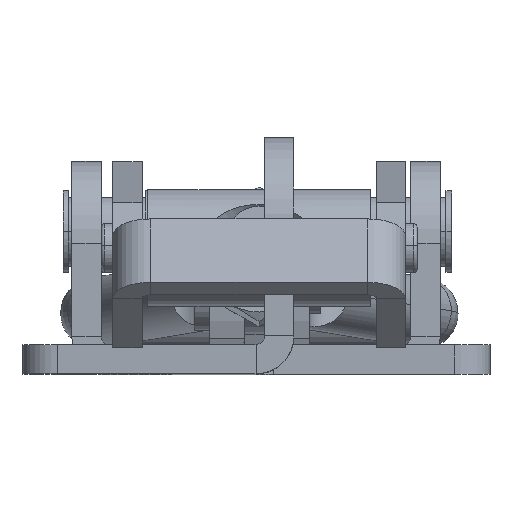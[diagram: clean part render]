
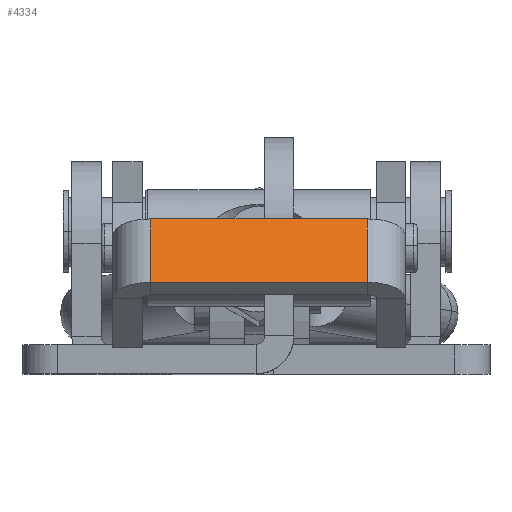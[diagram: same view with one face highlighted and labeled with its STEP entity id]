
A CAD part, top view. The second image highlights one B-rep face of the part: STEP entity #4334.
In plain terms, the highlighted face is planar.
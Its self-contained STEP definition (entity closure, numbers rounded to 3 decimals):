
#323 = DIRECTION ( 'NONE',  ( 0., 0., -1. ) ) ;
#435 = CARTESIAN_POINT ( 'NONE',  ( -9.263, -2.5, -30.196 ) ) ;
#614 = CARTESIAN_POINT ( 'NONE',  ( 9.263, -2.5, -6. ) ) ;
#1008 = DIRECTION ( 'NONE',  ( -1., 0., 0. ) ) ;
#1226 = DIRECTION ( 'NONE',  ( 1., 0., 0. ) ) ;
#1273 = VECTOR ( 'NONE', #323, 1000. ) ;
#1459 = VERTEX_POINT ( 'NONE', #614 ) ;
#1467 = VECTOR ( 'NONE', #1226, 1000. ) ;
#1493 = EDGE_CURVE ( 'NONE', #3434, #6682, #6031, .T. ) ;
#1533 = VECTOR ( 'NONE', #6345, 1000. ) ;
#1587 = FACE_OUTER_BOUND ( 'NONE', #2897, .T. ) ;
#2102 = CARTESIAN_POINT ( 'NONE',  ( 0., -2.5, 0. ) ) ;
#2897 = EDGE_LOOP ( 'NONE', ( #3738, #5337, #8121, #3116 ) ) ;
#3116 = ORIENTED_EDGE ( 'NONE', *, *, #6695, .F. ) ;
#3434 = VERTEX_POINT ( 'NONE', #5180 ) ;
#3438 = LINE ( 'NONE', #2102, #1467 ) ;
#3668 = CARTESIAN_POINT ( 'NONE',  ( -9.263, -2.5, -6. ) ) ;
#3738 = ORIENTED_EDGE ( 'NONE', *, *, #7854, .F. ) ;
#3961 = VECTOR ( 'NONE', #1008, 1000. ) ;
#4334 = ADVANCED_FACE ( 'NONE', ( #1587 ), #7435, .F. ) ;
#4437 = AXIS2_PLACEMENT_3D ( 'NONE', #7330, #7173, #7122 ) ;
#5016 = CARTESIAN_POINT ( 'NONE',  ( 9.263, -2.5, -30.196 ) ) ;
#5180 = CARTESIAN_POINT ( 'NONE',  ( -9.263, -2.5, 0. ) ) ;
#5249 = LINE ( 'NONE', #5016, #1533 ) ;
#5337 = ORIENTED_EDGE ( 'NONE', *, *, #5976, .F. ) ;
#5490 = LINE ( 'NONE', #5646, #3961 ) ;
#5646 = CARTESIAN_POINT ( 'NONE',  ( 0., -2.5, -6. ) ) ;
#5976 = EDGE_CURVE ( 'NONE', #3434, #8372, #3438, .T. ) ;
#6031 = LINE ( 'NONE', #435, #1273 ) ;
#6345 = DIRECTION ( 'NONE',  ( 0., 0., -1. ) ) ;
#6682 = VERTEX_POINT ( 'NONE', #3668 ) ;
#6695 = EDGE_CURVE ( 'NONE', #1459, #6682, #5490, .T. ) ;
#7122 = DIRECTION ( 'NONE',  ( 0., 0., 1. ) ) ;
#7173 = DIRECTION ( 'NONE',  ( 0., 1., 0. ) ) ;
#7330 = CARTESIAN_POINT ( 'NONE',  ( -69.301, -2.5, -30.196 ) ) ;
#7352 = CARTESIAN_POINT ( 'NONE',  ( 9.263, -2.5, 0. ) ) ;
#7435 = PLANE ( 'NONE',  #4437 ) ;
#7854 = EDGE_CURVE ( 'NONE', #8372, #1459, #5249, .T. ) ;
#8121 = ORIENTED_EDGE ( 'NONE', *, *, #1493, .T. ) ;
#8372 = VERTEX_POINT ( 'NONE', #7352 ) ;
